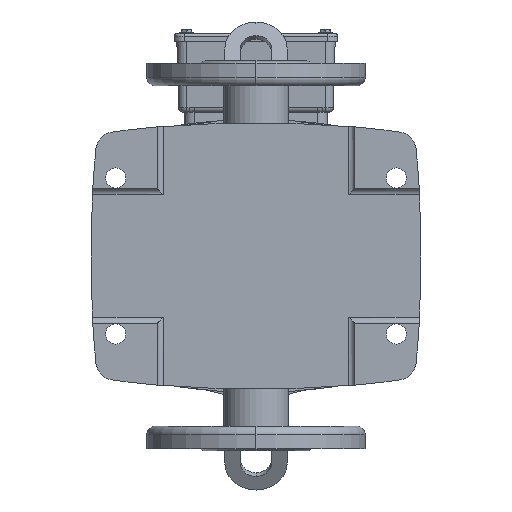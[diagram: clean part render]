
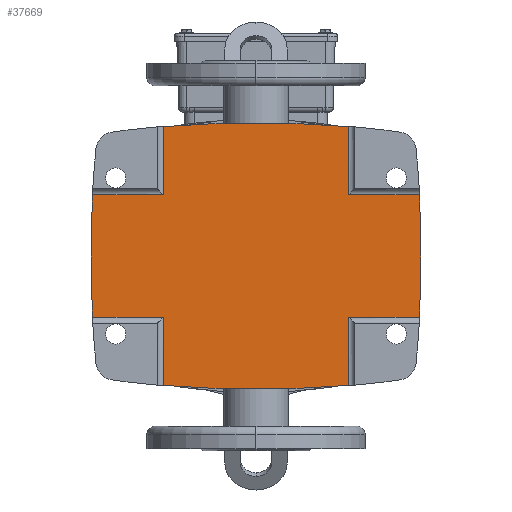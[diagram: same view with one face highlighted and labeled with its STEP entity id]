
A CAD part, front view. The second image highlights one B-rep face of the part: STEP entity #37669.
In plain terms, the highlighted planar face has unit normal (0, -1, 0).
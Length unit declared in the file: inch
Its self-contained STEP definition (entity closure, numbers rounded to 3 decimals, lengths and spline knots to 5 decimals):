
#143 = EDGE_CURVE ( 'NONE', #14151, #26228, #33177, .T. ) ;
#634 = CARTESIAN_POINT ( 'NONE',  ( 9.1511, -0.32403, 20.76827 ) ) ;
#739 = CARTESIAN_POINT ( 'NONE',  ( 13.8236, -0.32403, 19.04658 ) ) ;
#899 = DIRECTION ( 'NONE',  ( 1., 0., 0. ) ) ;
#1525 = DIRECTION ( 'NONE',  ( 1., 0., 0. ) ) ;
#1734 = DIRECTION ( 'NONE',  ( 0., -1., 0. ) ) ;
#2628 = CARTESIAN_POINT ( 'NONE',  ( 34.58971, -0.32403, 17.50393 ) ) ;
#2752 = DIRECTION ( 'NONE',  ( 1., 0., 0. ) ) ;
#4109 = EDGE_CURVE ( 'NONE', #28931, #21502, #14070, .T. ) ;
#4142 = CIRCLE ( 'NONE', #10061, 27.26527 ) ;
#5317 = VERTEX_POINT ( 'NONE', #739 ) ;
#5501 = ORIENTED_EDGE ( 'NONE', *, *, #34656, .T. ) ;
#5718 = ORIENTED_EDGE ( 'NONE', *, *, #143, .F. ) ;
#5776 = VECTOR ( 'NONE', #20805, 39.37008 ) ;
#6162 = EDGE_CURVE ( 'NONE', #16526, #26356, #26557, .T. ) ;
#6624 = EDGE_CURVE ( 'NONE', #28896, #30957, #27056, .T. ) ;
#6829 = DIRECTION ( 'NONE',  ( 0., 1., 0. ) ) ;
#7218 = VERTEX_POINT ( 'NONE', #18300 ) ;
#7385 = DIRECTION ( 'NONE',  ( 1., 0., 0. ) ) ;
#7546 = CARTESIAN_POINT ( 'NONE',  ( 6.89089, -0.32403, 15.96128 ) ) ;
#7766 = DIRECTION ( 'NONE',  ( 0., -1., 0. ) ) ;
#8233 = CARTESIAN_POINT ( 'NONE',  ( 9.1511, -0.32403, 14.23959 ) ) ;
#8585 = CARTESIAN_POINT ( 'NONE',  ( 13.8236, -0.32403, 14.23959 ) ) ;
#8737 = DIRECTION ( 'NONE',  ( 0., 1., 0. ) ) ;
#8844 = CARTESIAN_POINT ( 'NONE',  ( 13.8236, -0.32403, 22.10038 ) ) ;
#8924 = ORIENTED_EDGE ( 'NONE', *, *, #31296, .F. ) ;
#8987 = AXIS2_PLACEMENT_3D ( 'NONE', #36518, #6829, #13110 ) ;
#9380 = ORIENTED_EDGE ( 'NONE', *, *, #4109, .F. ) ;
#9573 = DIRECTION ( 'NONE',  ( 0., 1., 0. ) ) ;
#9631 = ORIENTED_EDGE ( 'NONE', *, *, #6624, .T. ) ;
#10061 = AXIS2_PLACEMENT_3D ( 'NONE', #37596, #7766, #28704 ) ;
#10332 = CARTESIAN_POINT ( 'NONE',  ( 9.1511, -0.32403, 22.10038 ) ) ;
#10761 = AXIS2_PLACEMENT_3D ( 'NONE', #2628, #14929, #2752 ) ;
#10817 = DIRECTION ( 'NONE',  ( 0., -1., 0. ) ) ;
#11069 = ORIENTED_EDGE ( 'NONE', *, *, #27746, .T. ) ;
#11085 = DIRECTION ( 'NONE',  ( 1., 0., 0. ) ) ;
#11180 = LINE ( 'NONE', #32090, #24784 ) ;
#12620 = VERTEX_POINT ( 'NONE', #36397 ) ;
#13110 = DIRECTION ( 'NONE',  ( 1., 0., 0. ) ) ;
#13112 = ORIENTED_EDGE ( 'NONE', *, *, #20468, .F. ) ;
#13305 = EDGE_LOOP ( 'NONE', ( #36657, #13112, #9631, #30801, #5718, #8924, #25093, #33287, #28150, #9380, #16206, #5501, #11069, #36487 ) ) ;
#13420 = EDGE_CURVE ( 'NONE', #19337, #12620, #28635, .T. ) ;
#13534 = CARTESIAN_POINT ( 'NONE',  ( 11.48735, -0.32403, -5.59922 ) ) ;
#13914 = LINE ( 'NONE', #38296, #32159 ) ;
#14070 = CIRCLE ( 'NONE', #8987, 26.47079 ) ;
#14093 = EDGE_CURVE ( 'NONE', #16526, #7218, #15934, .T. ) ;
#14151 = VERTEX_POINT ( 'NONE', #18461 ) ;
#14363 = LINE ( 'NONE', #38085, #31675 ) ;
#14929 = DIRECTION ( 'NONE',  ( 0., 1., 0. ) ) ;
#15041 = CARTESIAN_POINT ( 'NONE',  ( 9.1511, -0.32403, 15.96128 ) ) ;
#15934 = CIRCLE ( 'NONE', #10761, 27.26527 ) ;
#16044 = LINE ( 'NONE', #36233, #5776 ) ;
#16104 = CARTESIAN_POINT ( 'NONE',  ( 6.89089, -0.32403, 19.04658 ) ) ;
#16206 = ORIENTED_EDGE ( 'NONE', *, *, #27806, .F. ) ;
#16526 = VERTEX_POINT ( 'NONE', #30025 ) ;
#16629 = DIRECTION ( 'NONE',  ( 0., 0., -1. ) ) ;
#16929 = DIRECTION ( 'NONE',  ( 0., 0., -1. ) ) ;
#17087 = CARTESIAN_POINT ( 'NONE',  ( 13.8236, -0.32403, 20.76827 ) ) ;
#18300 = CARTESIAN_POINT ( 'NONE',  ( 7.32444, -0.32403, 17.50393 ) ) ;
#18330 = VECTOR ( 'NONE', #32765, 39.37008 ) ;
#18461 = CARTESIAN_POINT ( 'NONE',  ( 7.36812, -0.32403, 19.04658 ) ) ;
#18814 = EDGE_CURVE ( 'NONE', #30957, #26228, #13914, .T. ) ;
#18845 = DIRECTION ( 'NONE',  ( 1., 0., 0. ) ) ;
#18877 = AXIS2_PLACEMENT_3D ( 'NONE', #26628, #8737, #35408 ) ;
#19068 = VECTOR ( 'NONE', #1525, 39.37008 ) ;
#19097 = CARTESIAN_POINT ( 'NONE',  ( 6.89089, -0.32403, 19.04658 ) ) ;
#19337 = VERTEX_POINT ( 'NONE', #37852 ) ;
#20468 = EDGE_CURVE ( 'NONE', #28896, #5317, #22063, .T. ) ;
#20805 = DIRECTION ( 'NONE',  ( 1., 0., 0. ) ) ;
#21502 = VERTEX_POINT ( 'NONE', #8233 ) ;
#22033 = VERTEX_POINT ( 'NONE', #29495 ) ;
#22063 = LINE ( 'NONE', #8844, #18330 ) ;
#23298 = DIRECTION ( 'NONE',  ( 1., 0., 0. ) ) ;
#24277 = AXIS2_PLACEMENT_3D ( 'NONE', #28973, #10817, #11085 ) ;
#24784 = VECTOR ( 'NONE', #16929, 39.37008 ) ;
#25093 = ORIENTED_EDGE ( 'NONE', *, *, #14093, .F. ) ;
#26228 = VERTEX_POINT ( 'NONE', #26559 ) ;
#26356 = VERTEX_POINT ( 'NONE', #15041 ) ;
#26557 = LINE ( 'NONE', #7546, #19068 ) ;
#26559 = CARTESIAN_POINT ( 'NONE',  ( 9.1511, -0.32403, 19.04658 ) ) ;
#26628 = CARTESIAN_POINT ( 'NONE',  ( 34.58971, -0.32403, 17.50393 ) ) ;
#27056 = CIRCLE ( 'NONE', #37854, 26.47079 ) ;
#27746 = EDGE_CURVE ( 'NONE', #29927, #19337, #4142, .T. ) ;
#27806 = EDGE_CURVE ( 'NONE', #22033, #28931, #11180, .T. ) ;
#28039 = FACE_OUTER_BOUND ( 'NONE', #13305, .T. ) ;
#28150 = ORIENTED_EDGE ( 'NONE', *, *, #37691, .T. ) ;
#28635 = CIRCLE ( 'NONE', #24277, 27.26527 ) ;
#28704 = DIRECTION ( 'NONE',  ( 1., 0., 0. ) ) ;
#28896 = VERTEX_POINT ( 'NONE', #17087 ) ;
#28931 = VERTEX_POINT ( 'NONE', #8585 ) ;
#28973 = CARTESIAN_POINT ( 'NONE',  ( -11.61501, -0.32403, 17.50393 ) ) ;
#29495 = CARTESIAN_POINT ( 'NONE',  ( 13.8236, -0.32403, 15.96128 ) ) ;
#29610 = EDGE_CURVE ( 'NONE', #5317, #12620, #14363, .T. ) ;
#29927 = VERTEX_POINT ( 'NONE', #33752 ) ;
#30025 = CARTESIAN_POINT ( 'NONE',  ( 7.36812, -0.32403, 15.96128 ) ) ;
#30801 = ORIENTED_EDGE ( 'NONE', *, *, #18814, .T. ) ;
#30846 = LINE ( 'NONE', #10332, #33174 ) ;
#30957 = VERTEX_POINT ( 'NONE', #634 ) ;
#31296 = EDGE_CURVE ( 'NONE', #7218, #14151, #38110, .T. ) ;
#31612 = AXIS2_PLACEMENT_3D ( 'NONE', #16104, #9573, #18845 ) ;
#31675 = VECTOR ( 'NONE', #23298, 39.37008 ) ;
#32090 = CARTESIAN_POINT ( 'NONE',  ( 13.8236, -0.32403, 22.10038 ) ) ;
#32159 = VECTOR ( 'NONE', #32782, 39.37008 ) ;
#32246 = VECTOR ( 'NONE', #899, 39.37008 ) ;
#32765 = DIRECTION ( 'NONE',  ( 0., 0., -1. ) ) ;
#32782 = DIRECTION ( 'NONE',  ( 0., 0., -1. ) ) ;
#33174 = VECTOR ( 'NONE', #16629, 39.37008 ) ;
#33177 = LINE ( 'NONE', #19097, #32246 ) ;
#33287 = ORIENTED_EDGE ( 'NONE', *, *, #6162, .T. ) ;
#33752 = CARTESIAN_POINT ( 'NONE',  ( 15.60659, -0.32403, 15.96128 ) ) ;
#34656 = EDGE_CURVE ( 'NONE', #22033, #29927, #16044, .T. ) ;
#35408 = DIRECTION ( 'NONE',  ( 1., 0., 0. ) ) ;
#36233 = CARTESIAN_POINT ( 'NONE',  ( 6.89089, -0.32403, 15.96128 ) ) ;
#36397 = CARTESIAN_POINT ( 'NONE',  ( 15.60659, -0.32403, 19.04658 ) ) ;
#36487 = ORIENTED_EDGE ( 'NONE', *, *, #13420, .T. ) ;
#36518 = CARTESIAN_POINT ( 'NONE',  ( 11.48735, -0.32403, 40.60708 ) ) ;
#36657 = ORIENTED_EDGE ( 'NONE', *, *, #29610, .F. ) ;
#36779 = PLANE ( 'NONE',  #31612 ) ;
#37596 = CARTESIAN_POINT ( 'NONE',  ( -11.61501, -0.32403, 17.50393 ) ) ;
#37669 = ADVANCED_FACE ( 'NONE', ( #28039 ), #36779, .F. ) ;
#37691 = EDGE_CURVE ( 'NONE', #26356, #21502, #30846, .T. ) ;
#37852 = CARTESIAN_POINT ( 'NONE',  ( 15.65026, -0.32403, 17.50393 ) ) ;
#37854 = AXIS2_PLACEMENT_3D ( 'NONE', #13534, #1734, #7385 ) ;
#38085 = CARTESIAN_POINT ( 'NONE',  ( 6.89089, -0.32403, 19.04658 ) ) ;
#38110 = CIRCLE ( 'NONE', #18877, 27.26527 ) ;
#38296 = CARTESIAN_POINT ( 'NONE',  ( 9.1511, -0.32403, 22.10038 ) ) ;
